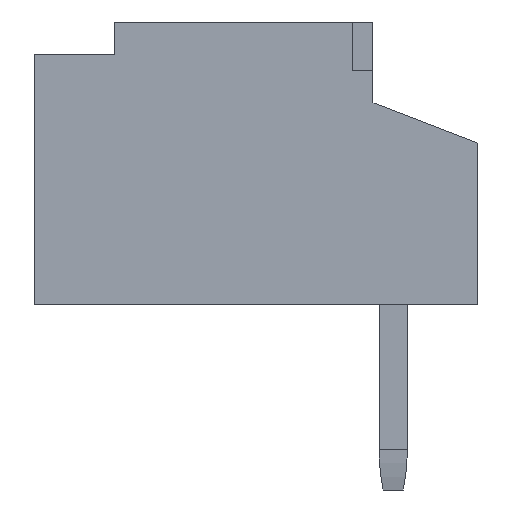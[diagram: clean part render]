
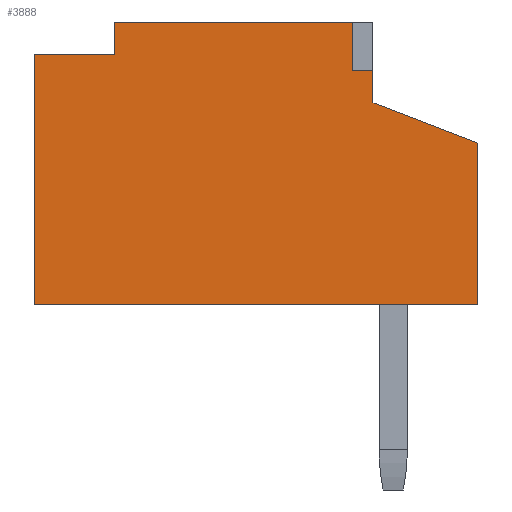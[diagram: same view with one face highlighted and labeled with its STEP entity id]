
A CAD part, left-side view. The second image highlights one B-rep face of the part: STEP entity #3888.
In plain terms, the highlighted planar face has unit normal (-1, 0, 0).
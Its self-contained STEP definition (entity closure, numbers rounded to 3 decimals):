
#9=DIRECTION('',(0.,0.,1.));
#10=VECTOR('',#9,2.);
#11=CARTESIAN_POINT('',(-5.25,-4.525,-1.9));
#12=LINE('',#11,#10);
#25=DIRECTION('',(0.,1.,0.));
#26=VECTOR('',#25,0.25);
#27=CARTESIAN_POINT('',(-5.25,-3.225,1.));
#28=LINE('',#27,#26);
#29=DIRECTION('',(0.,0.,-1.));
#30=VECTOR('',#29,0.4);
#31=CARTESIAN_POINT('',(-5.25,-3.225,1.));
#32=LINE('',#31,#30);
#33=DIRECTION('',(0.,0.933,0.359));
#34=VECTOR('',#33,1.393);
#35=CARTESIAN_POINT('',(-5.25,-4.525,0.1));
#36=LINE('',#35,#34);
#37=DIRECTION('',(0.,1.,0.));
#38=VECTOR('',#37,5.5);
#39=CARTESIAN_POINT('',(-5.25,-4.525,-1.9));
#40=LINE('',#39,#38);
#41=DIRECTION('',(0.,-1.,0.));
#42=VECTOR('',#41,1.);
#43=CARTESIAN_POINT('',(-5.25,0.975,1.2));
#44=LINE('',#43,#42);
#45=DIRECTION('',(0.,0.,-1.));
#46=VECTOR('',#45,0.4);
#47=CARTESIAN_POINT('',(-5.25,-0.025,1.6));
#48=LINE('',#47,#46);
#49=DIRECTION('',(0.,0.,-1.));
#50=VECTOR('',#49,0.6);
#51=CARTESIAN_POINT('',(-5.25,-2.975,1.6));
#52=LINE('',#51,#50);
#173=DIRECTION('',(0.,1.,0.));
#174=VECTOR('',#173,2.95);
#175=CARTESIAN_POINT('',(-5.25,-2.975,1.6));
#176=LINE('',#175,#174);
#265=DIRECTION('',(0.,0.,1.));
#266=VECTOR('',#265,3.1);
#267=CARTESIAN_POINT('',(-5.25,0.975,-1.9));
#268=LINE('',#267,#266);
#2917=CARTESIAN_POINT('',(-5.25,-4.525,-1.9));
#2918=CARTESIAN_POINT('',(-5.25,0.975,-1.9));
#2919=VERTEX_POINT('',#2917);
#2920=VERTEX_POINT('',#2918);
#2949=CARTESIAN_POINT('',(-5.25,-0.025,1.6));
#2950=CARTESIAN_POINT('',(-5.25,-0.025,1.2));
#2951=VERTEX_POINT('',#2949);
#2952=VERTEX_POINT('',#2950);
#2965=CARTESIAN_POINT('',(-5.25,0.975,1.2));
#2966=VERTEX_POINT('',#2965);
#3457=CARTESIAN_POINT('',(-5.25,-4.525,0.1));
#3459=VERTEX_POINT('',#3457);
#3465=CARTESIAN_POINT('',(-5.25,-3.225,0.6));
#3466=VERTEX_POINT('',#3465);
#3573=CARTESIAN_POINT('',(-5.25,-3.225,1.));
#3574=CARTESIAN_POINT('',(-5.25,-2.975,1.));
#3575=VERTEX_POINT('',#3573);
#3576=VERTEX_POINT('',#3574);
#3587=CARTESIAN_POINT('',(-5.25,-2.975,1.6));
#3588=VERTEX_POINT('',#3587);
#3863=CARTESIAN_POINT('',(-5.25,-4.525,-1.9));
#3864=DIRECTION('',(-1.,0.,0.));
#3865=DIRECTION('',(0.,0.,1.));
#3866=AXIS2_PLACEMENT_3D('',#3863,#3864,#3865);
#3867=PLANE('',#3866);
#3869=ORIENTED_EDGE('',*,*,#3868,.F.);
#3871=ORIENTED_EDGE('',*,*,#3870,.T.);
#3872=ORIENTED_EDGE('',*,*,#3839,.F.);
#3873=ORIENTED_EDGE('',*,*,#3812,.F.);
#3875=ORIENTED_EDGE('',*,*,#3874,.T.);
#3877=ORIENTED_EDGE('',*,*,#3876,.T.);
#3879=ORIENTED_EDGE('',*,*,#3878,.T.);
#3881=ORIENTED_EDGE('',*,*,#3880,.F.);
#3883=ORIENTED_EDGE('',*,*,#3882,.F.);
#3885=ORIENTED_EDGE('',*,*,#3884,.T.);
#3886=EDGE_LOOP('',(#3869,#3871,#3872,#3873,#3875,#3877,#3879,#3881,#3883,
#3885));
#3887=FACE_OUTER_BOUND('',#3886,.F.);
#3888=ADVANCED_FACE('',(#3887),#3867,.T.);
#3812=EDGE_CURVE('',#2919,#3459,#12,.T.);
#3839=EDGE_CURVE('',#3459,#3466,#36,.T.);
#3868=EDGE_CURVE('',#3575,#3576,#28,.T.);
#3870=EDGE_CURVE('',#3575,#3466,#32,.T.);
#3874=EDGE_CURVE('',#2919,#2920,#40,.T.);
#3876=EDGE_CURVE('',#2920,#2966,#268,.T.);
#3878=EDGE_CURVE('',#2966,#2952,#44,.T.);
#3880=EDGE_CURVE('',#2951,#2952,#48,.T.);
#3882=EDGE_CURVE('',#3588,#2951,#176,.T.);
#3884=EDGE_CURVE('',#3588,#3576,#52,.T.);
